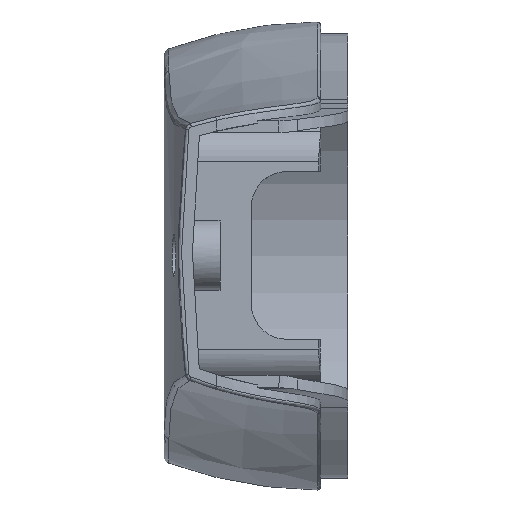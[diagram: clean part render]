
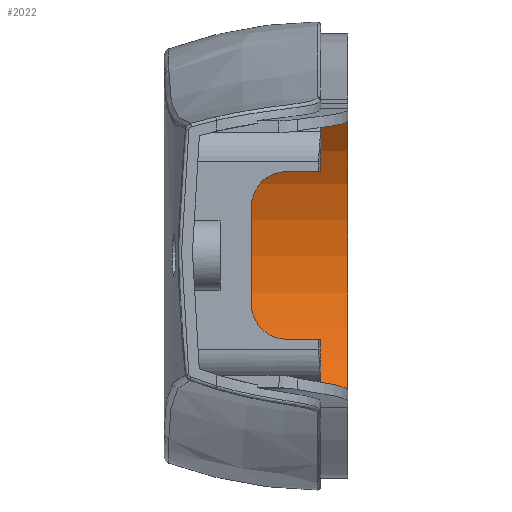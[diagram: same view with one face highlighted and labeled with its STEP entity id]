
A CAD part, top view. The second image highlights one B-rep face of the part: STEP entity #2022.
In plain terms, the highlighted cylindrical face has radius 30.2 mm (diameter 60.4 mm), a partial arc.
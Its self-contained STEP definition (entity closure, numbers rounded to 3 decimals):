
#157 = DIRECTION ( 'NONE',  ( 0., 0., 1. ) ) ;
#159 = DIRECTION ( 'NONE',  ( 1., 0., 0. ) ) ;
#171 = CARTESIAN_POINT ( 'NONE',  ( 231.396, 27., 157.5 ) ) ;
#850 = DIRECTION ( 'NONE',  ( 0., 0., 1. ) ) ;
#856 = DIRECTION ( 'NONE',  ( 1., 0., 0. ) ) ;
#858 = CARTESIAN_POINT ( 'NONE',  ( 247.8, 27., 157.5 ) ) ;
#1021 = VERTEX_POINT ( 'NONE', #9641 ) ;
#1576 = CARTESIAN_POINT ( 'NONE',  ( 247.8, 57.2, 157.5 ) ) ;
#2022 = ADVANCED_FACE ( 'NONE', ( #5819 ), #5950, .F. ) ;
#2600 = AXIS2_PLACEMENT_3D ( 'NONE', #858, #856, #850 ) ;
#2738 = ORIENTED_EDGE ( 'NONE', *, *, #3039, .T. ) ;
#2944 = CARTESIAN_POINT ( 'NONE',  ( 247.8, -3.2, 157.5 ) ) ;
#3039 = EDGE_CURVE ( 'NONE', #4650, #5543, #7544, .T. ) ;
#3054 = EDGE_LOOP ( 'NONE', ( #2738, #5224, #4885, #9229 ) ) ;
#3348 = EDGE_CURVE ( 'NONE', #1021, #6294, #7731, .T. ) ;
#3902 = CARTESIAN_POINT ( 'NONE',  ( 231.396, 57.2, 157.5 ) ) ;
#3911 = CARTESIAN_POINT ( 'NONE',  ( 236.864, 57.2, 157.5 ) ) ;
#3941 = CARTESIAN_POINT ( 'NONE',  ( 247.8, 57.2, 157.5 ) ) ;
#3964 = CARTESIAN_POINT ( 'NONE',  ( 242.332, 57.2, 157.5 ) ) ;
#4187 = EDGE_CURVE ( 'NONE', #4650, #1021, #8581, .T. ) ;
#4650 = VERTEX_POINT ( 'NONE', #2944 ) ;
#4885 = ORIENTED_EDGE ( 'NONE', *, *, #3348, .F. ) ;
#5224 = ORIENTED_EDGE ( 'NONE', *, *, #6686, .T. ) ;
#5543 = VERTEX_POINT ( 'NONE', #1576 ) ;
#5619 = AXIS2_PLACEMENT_3D ( 'NONE', #171, #159, #157 ) ;
#5819 = FACE_OUTER_BOUND ( 'NONE', #3054, .T. ) ;
#5950 = CYLINDRICAL_SURFACE ( 'NONE', #5961, 30.2 ) ;
#5961 = AXIS2_PLACEMENT_3D ( 'NONE', #6795, #6774, #6805 ) ;
#6294 = VERTEX_POINT ( 'NONE', #8490 ) ;
#6686 = EDGE_CURVE ( 'NONE', #5543, #6294, #6883, .T. ) ;
#6774 = DIRECTION ( 'NONE',  ( -1., 0., 0. ) ) ;
#6795 = CARTESIAN_POINT ( 'NONE',  ( 247.8, 27., 157.5 ) ) ;
#6805 = DIRECTION ( 'NONE',  ( 0., 0., 1. ) ) ;
#6883 = B_SPLINE_CURVE_WITH_KNOTS ( 'NONE', 3,
 ( #3941, #3964, #3911, #3902 ),
 .UNSPECIFIED., .F., .F.,
 ( 4, 4 ),
 ( 0., 1. ),
 .UNSPECIFIED. ) ;
#7544 = CIRCLE ( 'NONE', #2600, 30.2 ) ;
#7731 = CIRCLE ( 'NONE', #5619, 30.2 ) ;
#8490 = CARTESIAN_POINT ( 'NONE',  ( 231.396, 57.2, 157.5 ) ) ;
#8581 = LINE ( 'NONE', #9063, #8593 ) ;
#8593 = VECTOR ( 'NONE', #8913, 1000. ) ;
#8913 = DIRECTION ( 'NONE',  ( -1., 0., 0. ) ) ;
#9063 = CARTESIAN_POINT ( 'NONE',  ( 247.8, -3.2, 157.5 ) ) ;
#9229 = ORIENTED_EDGE ( 'NONE', *, *, #4187, .F. ) ;
#9641 = CARTESIAN_POINT ( 'NONE',  ( 231.396, -3.2, 157.5 ) ) ;
